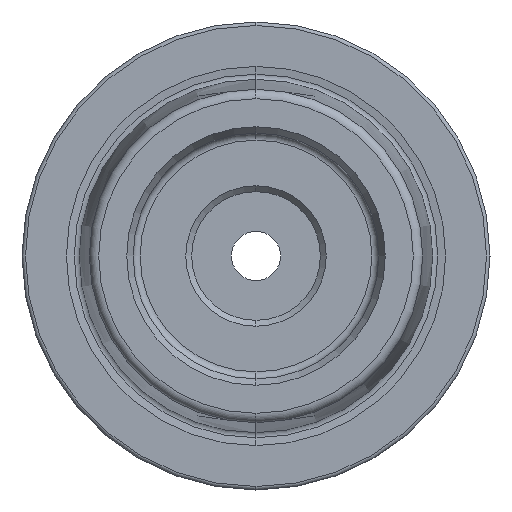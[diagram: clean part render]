
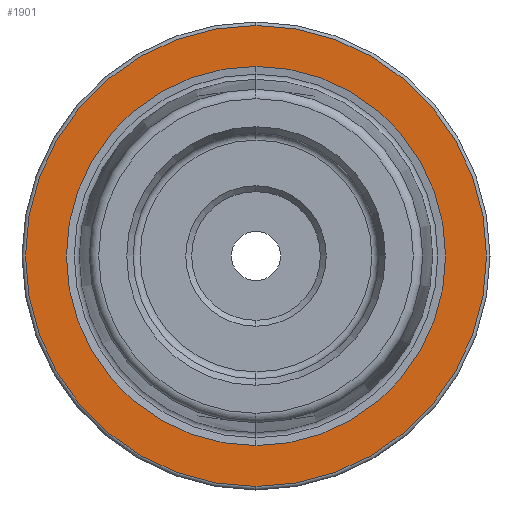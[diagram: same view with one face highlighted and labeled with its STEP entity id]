
A CAD part, left-side view. The second image highlights one B-rep face of the part: STEP entity #1901.
In plain terms, the highlighted planar face has unit normal (-1, 0, 0).
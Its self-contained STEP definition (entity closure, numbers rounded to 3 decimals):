
#120 = DIRECTION ( 'NONE',  ( 1., 0., 0. ) ) ;
#130 = PLANE ( 'NONE',  #2056 ) ;
#187 = CIRCLE ( 'NONE', #2764, 16.207 ) ;
#237 = CARTESIAN_POINT ( 'NONE',  ( 0., 0., -19.7 ) ) ;
#349 = CARTESIAN_POINT ( 'NONE',  ( 0., 0., 19.7 ) ) ;
#350 = EDGE_LOOP ( 'NONE', ( #1967, #832 ) ) ;
#439 = CIRCLE ( 'NONE', #1885, 19.7 ) ;
#559 = FACE_BOUND ( 'NONE', #1833, .T. ) ;
#563 = EDGE_CURVE ( 'NONE', #1301, #2173, #187, .T. ) ;
#832 = ORIENTED_EDGE ( 'NONE', *, *, #1588, .T. ) ;
#854 = AXIS2_PLACEMENT_3D ( 'NONE', #1450, #3335, #1725 ) ;
#1042 = CIRCLE ( 'NONE', #854, 19.7 ) ;
#1084 = ORIENTED_EDGE ( 'NONE', *, *, #2744, .F. ) ;
#1216 = DIRECTION ( 'NONE',  ( 0., 0., 1. ) ) ;
#1233 = DIRECTION ( 'NONE',  ( -1., 0., 0. ) ) ;
#1286 = CARTESIAN_POINT ( 'NONE',  ( 0., 0., -16.207 ) ) ;
#1301 = VERTEX_POINT ( 'NONE', #1802 ) ;
#1444 = DIRECTION ( 'NONE',  ( -1., 0., 0. ) ) ;
#1450 = CARTESIAN_POINT ( 'NONE',  ( 0., 0., 0. ) ) ;
#1474 = DIRECTION ( 'NONE',  ( -1., 0., 0. ) ) ;
#1515 = CARTESIAN_POINT ( 'NONE',  ( 0., 0., 0. ) ) ;
#1588 = EDGE_CURVE ( 'NONE', #2908, #2763, #439, .T. ) ;
#1725 = DIRECTION ( 'NONE',  ( 0., 0., 1. ) ) ;
#1802 = CARTESIAN_POINT ( 'NONE',  ( 0., 0., 16.207 ) ) ;
#1833 = EDGE_LOOP ( 'NONE', ( #1849, #1084 ) ) ;
#1849 = ORIENTED_EDGE ( 'NONE', *, *, #563, .F. ) ;
#1885 = AXIS2_PLACEMENT_3D ( 'NONE', #1515, #1233, #1216 ) ;
#1901 = ADVANCED_FACE ( 'NONE', ( #559, #2599 ), #130, .F. ) ;
#1947 = CARTESIAN_POINT ( 'NONE',  ( 0., 0., 0. ) ) ;
#1967 = ORIENTED_EDGE ( 'NONE', *, *, #2974, .T. ) ;
#2022 = CARTESIAN_POINT ( 'NONE',  ( 0., 19.7, 0. ) ) ;
#2025 = AXIS2_PLACEMENT_3D ( 'NONE', #3096, #1474, #3360 ) ;
#2056 = AXIS2_PLACEMENT_3D ( 'NONE', #2022, #120, #2228 ) ;
#2173 = VERTEX_POINT ( 'NONE', #1286 ) ;
#2192 = CIRCLE ( 'NONE', #2025, 16.207 ) ;
#2228 = DIRECTION ( 'NONE',  ( 0., 0., -1. ) ) ;
#2387 = DIRECTION ( 'NONE',  ( 0., 0., 1. ) ) ;
#2599 = FACE_OUTER_BOUND ( 'NONE', #350, .T. ) ;
#2744 = EDGE_CURVE ( 'NONE', #2173, #1301, #2192, .T. ) ;
#2763 = VERTEX_POINT ( 'NONE', #349 ) ;
#2764 = AXIS2_PLACEMENT_3D ( 'NONE', #1947, #1444, #2387 ) ;
#2908 = VERTEX_POINT ( 'NONE', #237 ) ;
#2974 = EDGE_CURVE ( 'NONE', #2763, #2908, #1042, .T. ) ;
#3096 = CARTESIAN_POINT ( 'NONE',  ( 0., 0., 0. ) ) ;
#3335 = DIRECTION ( 'NONE',  ( -1., 0., 0. ) ) ;
#3360 = DIRECTION ( 'NONE',  ( 0., 0., 1. ) ) ;
